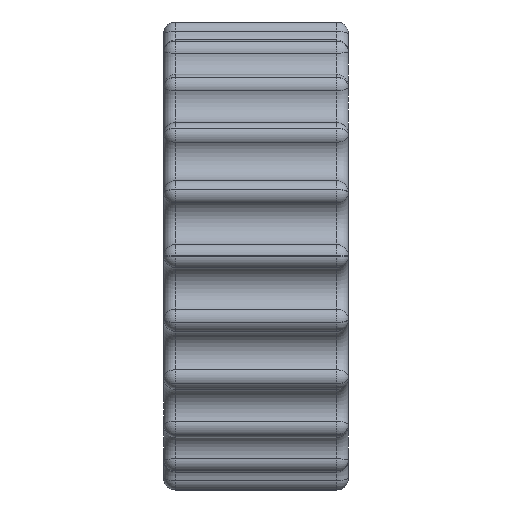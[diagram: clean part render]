
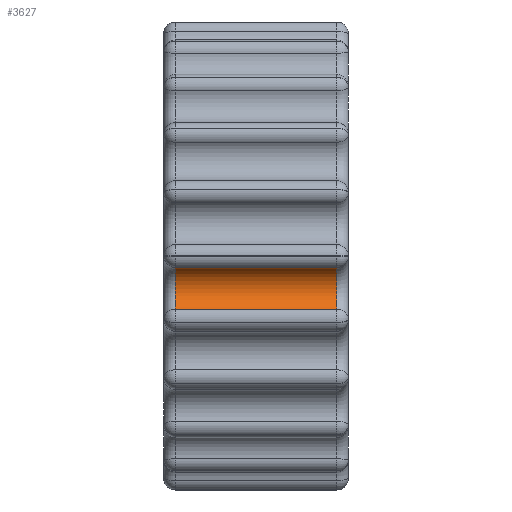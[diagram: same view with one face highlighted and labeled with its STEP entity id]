
A CAD part, left-side view. The second image highlights one B-rep face of the part: STEP entity #3627.
In plain terms, the highlighted cylindrical face has radius 1 mm (diameter 2 mm), a partial arc.
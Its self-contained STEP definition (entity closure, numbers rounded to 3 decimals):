
#313=FACE_OUTER_BOUND('',#592,.T.);
#592=EDGE_LOOP('',(#2698,#2699,#2700,#2701));
#916=CIRCLE('',#4034,1.);
#1000=CIRCLE('',#4164,1.);
#1255=LINE('',#7042,#1352);
#1256=LINE('',#7046,#1353);
#1352=VECTOR('',#5271,10.);
#1353=VECTOR('',#5276,10.);
#1542=VERTEX_POINT('',#6837);
#1543=VERTEX_POINT('',#6839);
#1598=VERTEX_POINT('',#7041);
#1599=VERTEX_POINT('',#7045);
#1897=EDGE_CURVE('',#1542,#1543,#916,.T.);
#1999=EDGE_CURVE('',#1543,#1598,#1255,.T.);
#2001=EDGE_CURVE('',#1599,#1542,#1256,.T.);
#2002=EDGE_CURVE('',#1598,#1599,#1000,.T.);
#2698=ORIENTED_EDGE('',*,*,#1897,.F.);
#2699=ORIENTED_EDGE('',*,*,#2001,.F.);
#2700=ORIENTED_EDGE('',*,*,#2002,.F.);
#2701=ORIENTED_EDGE('',*,*,#1999,.F.);
#3440=CYLINDRICAL_SURFACE('',#4163,1.);
#3627=ADVANCED_FACE('',(#313),#3440,.F.);
#4034=AXIS2_PLACEMENT_3D('',#6840,#4996,#4997);
#4163=AXIS2_PLACEMENT_3D('',#7044,#5274,#5275);
#4164=AXIS2_PLACEMENT_3D('',#7047,#5277,#5278);
#4996=DIRECTION('center_axis',(0.,1.,0.));
#4997=DIRECTION('ref_axis',(0.99,0.,0.142));
#5271=DIRECTION('',(0.,1.,0.));
#5274=DIRECTION('center_axis',(0.,1.,0.));
#5275=DIRECTION('ref_axis',(0.007,0.,1.));
#5276=DIRECTION('',(0.,-1.,0.));
#5277=DIRECTION('center_axis',(0.,-1.,0.));
#5278=DIRECTION('ref_axis',(0.99,0.,0.142));
#6837=CARTESIAN_POINT('',(-9.566,0.5,-0.48));
#6839=CARTESIAN_POINT('',(-9.314,0.5,-2.235));
#6840=CARTESIAN_POINT('Origin',(-9.898,0.5,-1.423));
#7041=CARTESIAN_POINT('',(-9.314,7.25,-2.235));
#7042=CARTESIAN_POINT('',(-9.314,0.,-2.235));
#7044=CARTESIAN_POINT('Origin',(-9.898,0.,-1.423));
#7045=CARTESIAN_POINT('',(-9.566,7.25,-0.48));
#7046=CARTESIAN_POINT('',(-9.566,0.,-0.48));
#7047=CARTESIAN_POINT('Origin',(-9.898,7.25,-1.423));
